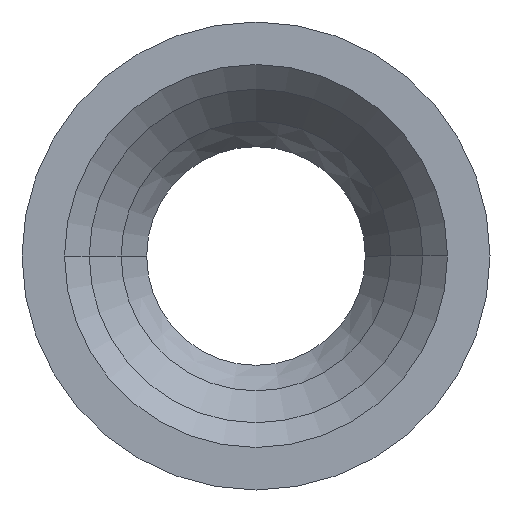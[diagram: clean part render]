
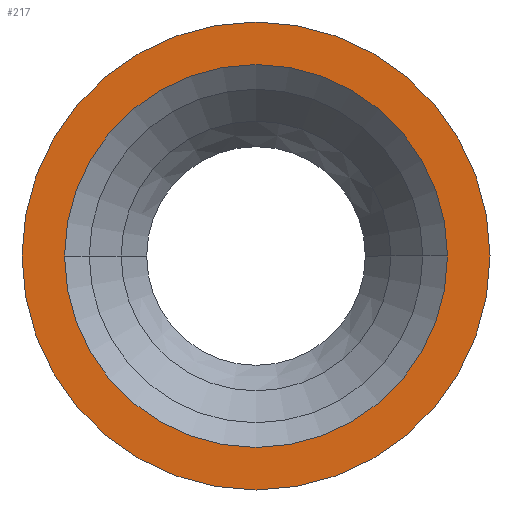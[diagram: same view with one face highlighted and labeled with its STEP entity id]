
A CAD part, left-side view. The second image highlights one B-rep face of the part: STEP entity #217.
In plain terms, the highlighted planar face has unit normal (-1, 0, 0).
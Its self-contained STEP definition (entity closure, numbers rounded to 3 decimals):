
#173 = EDGE_CURVE( '', #197, #297, #436, .T. );
#181 = EDGE_CURVE( '', #297, #197, #444, .T. );
#189 = EDGE_CURVE( '', #237, #215, #454, .T. );
#197 = VERTEX_POINT( '', #463 );
#199 = EDGE_CURVE( '', #215, #237, #465, .T. );
#215 = VERTEX_POINT( '', #487 );
#217 = ADVANCED_FACE( '', ( #489, #490 ), #491, .T. );
#237 = VERTEX_POINT( '', #514 );
#297 = VERTEX_POINT( '', #585 );
#436 = CIRCLE( '', #730, 45. );
#444 = CIRCLE( '', #741, 45. );
#454 = CIRCLE( '', #754, 55. );
#463 = CARTESIAN_POINT( '', ( 0., 45., 0. ) );
#465 = CIRCLE( '', #768, 55. );
#487 = CARTESIAN_POINT( '', ( 0., 55., 0. ) );
#489 = FACE_BOUND( '', #793, .T. );
#490 = FACE_OUTER_BOUND( '', #794, .T. );
#491 = PLANE( '', #795 );
#514 = CARTESIAN_POINT( '', ( 0., -55., 0. ) );
#585 = CARTESIAN_POINT( '', ( 0., -45., 0. ) );
#730 = AXIS2_PLACEMENT_3D( '', #1077, #1078, #1079 );
#741 = AXIS2_PLACEMENT_3D( '', #1081, #1082, #1083 );
#754 = AXIS2_PLACEMENT_3D( '', #1101, #1102, #1103 );
#768 = AXIS2_PLACEMENT_3D( '', #1113, #1114, #1115 );
#793 = EDGE_LOOP( '', ( #1168, #1169 ) );
#794 = EDGE_LOOP( '', ( #1170, #1171 ) );
#795 = AXIS2_PLACEMENT_3D( '', #1172, #1173, #1174 );
#1077 = CARTESIAN_POINT( '', ( 0., 0., 0. ) );
#1078 = DIRECTION( '', ( -1., 0., 0. ) );
#1079 = DIRECTION( '', ( 0., 1., 0. ) );
#1081 = CARTESIAN_POINT( '', ( 0., 0., 0. ) );
#1082 = DIRECTION( '', ( -1., 0., 0. ) );
#1083 = DIRECTION( '', ( 0., 1., 0. ) );
#1101 = CARTESIAN_POINT( '', ( 0., 0., 0. ) );
#1102 = DIRECTION( '', ( -1., 0., 0. ) );
#1103 = DIRECTION( '', ( 0., 1., 0. ) );
#1113 = CARTESIAN_POINT( '', ( 0., 0., 0. ) );
#1114 = DIRECTION( '', ( -1., 0., 0. ) );
#1115 = DIRECTION( '', ( 0., 1., 0. ) );
#1168 = ORIENTED_EDGE( '', *, *, #173, .F. );
#1169 = ORIENTED_EDGE( '', *, *, #181, .F. );
#1170 = ORIENTED_EDGE( '', *, *, #199, .T. );
#1171 = ORIENTED_EDGE( '', *, *, #189, .T. );
#1172 = CARTESIAN_POINT( '', ( 0., 50., 0. ) );
#1173 = DIRECTION( '', ( -1., 0., 0. ) );
#1174 = DIRECTION( '', ( 0., 1., 0. ) );
